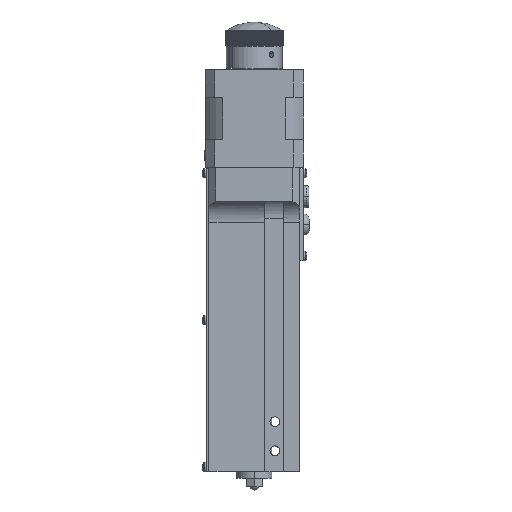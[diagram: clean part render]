
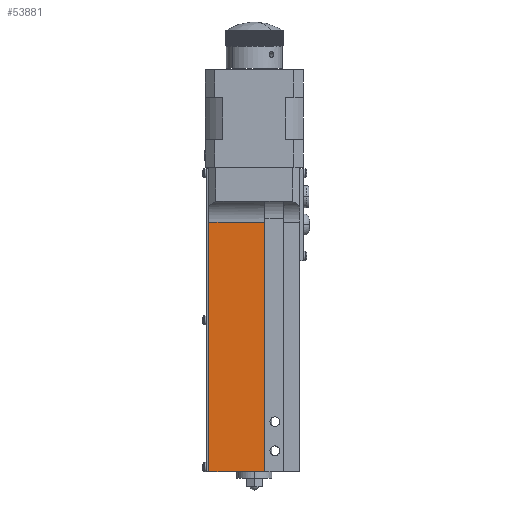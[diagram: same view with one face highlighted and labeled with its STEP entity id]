
A CAD part, left-side view. The second image highlights one B-rep face of the part: STEP entity #53881.
In plain terms, the highlighted planar face has unit normal (-1, 0, 0).
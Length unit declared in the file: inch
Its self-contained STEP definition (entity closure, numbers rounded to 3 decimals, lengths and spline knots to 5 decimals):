
#33241 = CARTESIAN_POINT ( 'NONE',  ( -2.25289, -1.34161, 0.76663 ) ) ;
#33282 = FACE_OUTER_BOUND ( 'NONE', #53882, .T. ) ;
#33288 = CARTESIAN_POINT ( 'NONE',  ( -2.25289, -1.34161, -3.44872 ) ) ;
#33289 = DIRECTION ( 'NONE',  ( 0., 0., -1. ) ) ;
#33290 = VECTOR ( 'NONE', #33289, 39.37008 ) ;
#33291 = CARTESIAN_POINT ( 'NONE',  ( -2.25289, -1.34161, -3.44872 ) ) ;
#33292 = LINE ( 'NONE', #33291, #33290 ) ;
#33301 = CARTESIAN_POINT ( 'NONE',  ( -2.25289, -0.39673, -3.44872 ) ) ;
#33302 = CARTESIAN_POINT ( 'NONE',  ( -2.25289, -0.39673, 0.76663 ) ) ;
#33307 = DIRECTION ( 'NONE',  ( 0., 0., -1. ) ) ;
#33308 = VECTOR ( 'NONE', #33307, 39.37008 ) ;
#33309 = CARTESIAN_POINT ( 'NONE',  ( -2.25289, -0.39673, -3.44872 ) ) ;
#33310 = LINE ( 'NONE', #33309, #33308 ) ;
#33311 = DIRECTION ( 'NONE',  ( 0., 0., -1. ) ) ;
#33312 = DIRECTION ( 'NONE',  ( 1., 0., 0. ) ) ;
#33313 = CARTESIAN_POINT ( 'NONE',  ( -2.25289, -1.34161, -3.44872 ) ) ;
#33314 = AXIS2_PLACEMENT_3D ( 'NONE', #33313, #33312, #33311 ) ;
#33315 = PLANE ( 'NONE',  #33314 ) ;
#34951 = DIRECTION ( 'NONE',  ( 0., 1., 0. ) ) ;
#34952 = VECTOR ( 'NONE', #34951, 39.37008 ) ;
#34953 = CARTESIAN_POINT ( 'NONE',  ( -2.25289, -1.34161, 0.76663 ) ) ;
#34954 = LINE ( 'NONE', #34953, #34952 ) ;
#35037 = DIRECTION ( 'NONE',  ( 0., 1., 0. ) ) ;
#35038 = VECTOR ( 'NONE', #35037, 39.37008 ) ;
#35039 = CARTESIAN_POINT ( 'NONE',  ( -2.25289, -1.34161, -3.44872 ) ) ;
#35040 = LINE ( 'NONE', #35039, #35038 ) ;
#53873 = VERTEX_POINT ( 'NONE', #33241 ) ;
#53877 = EDGE_CURVE ( 'NONE', #53873, #53878, #33292, .T. ) ;
#53878 = VERTEX_POINT ( 'NONE', #33288 ) ;
#53881 = ADVANCED_FACE ( 'NONE', ( #33282 ), #33315, .F. ) ;
#53882 = EDGE_LOOP ( 'NONE', ( #53883, #54322, #54347, #54242 ) ) ;
#53883 = ORIENTED_EDGE ( 'NONE', *, *, #53885, .T. ) ;
#53885 = EDGE_CURVE ( 'NONE', #53887, #53888, #33310, .T. ) ;
#53887 = VERTEX_POINT ( 'NONE', #33302 ) ;
#53888 = VERTEX_POINT ( 'NONE', #33301 ) ;
#54242 = ORIENTED_EDGE ( 'NONE', *, *, #54364, .T. ) ;
#54322 = ORIENTED_EDGE ( 'NONE', *, *, #54383, .F. ) ;
#54347 = ORIENTED_EDGE ( 'NONE', *, *, #53877, .F. ) ;
#54364 = EDGE_CURVE ( 'NONE', #53873, #53887, #34954, .T. ) ;
#54383 = EDGE_CURVE ( 'NONE', #53878, #53888, #35040, .T. ) ;
